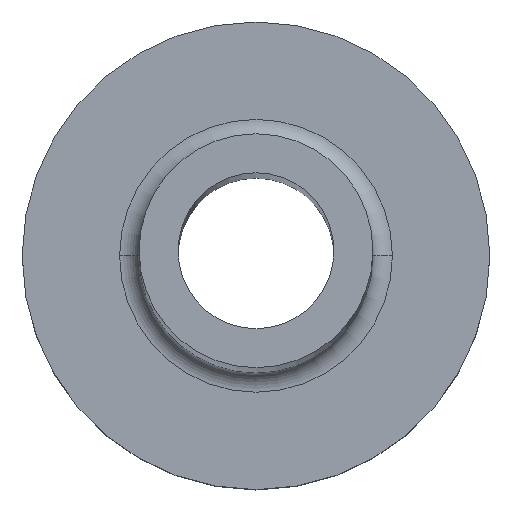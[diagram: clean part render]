
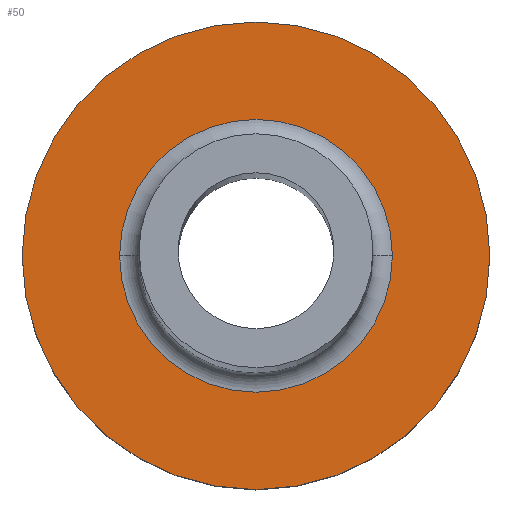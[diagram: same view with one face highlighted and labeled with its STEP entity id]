
A CAD part, top view. The second image highlights one B-rep face of the part: STEP entity #50.
In plain terms, the highlighted planar face has unit normal (0, 0, 1).
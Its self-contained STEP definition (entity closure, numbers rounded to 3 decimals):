
#25 = DIRECTION ( 'NONE',  ( 1., 0., 0. ) ) ;
#31 = ORIENTED_EDGE ( 'NONE', *, *, #47, .T. ) ;
#33 = DIRECTION ( 'NONE',  ( 1., 0., 0. ) ) ;
#39 = CARTESIAN_POINT ( 'NONE',  ( 0., 0., 5. ) ) ;
#47 = EDGE_CURVE ( 'NONE', #363, #324, #77, .T. ) ;
#50 = ADVANCED_FACE ( 'NONE', ( #245, #373 ), #371, .T. ) ;
#56 = VERTEX_POINT ( 'NONE', #106 ) ;
#62 = CARTESIAN_POINT ( 'NONE',  ( -3.5, 0., 5. ) ) ;
#67 = ORIENTED_EDGE ( 'NONE', *, *, #226, .T. ) ;
#77 = CIRCLE ( 'NONE', #88, 3.5 ) ;
#84 = AXIS2_PLACEMENT_3D ( 'NONE', #375, #225, #25 ) ;
#88 = AXIS2_PLACEMENT_3D ( 'NONE', #39, #332, #128 ) ;
#89 = CARTESIAN_POINT ( 'NONE',  ( 6., 0., 5. ) ) ;
#92 = CARTESIAN_POINT ( 'NONE',  ( 3.5, 0., 5. ) ) ;
#103 = CARTESIAN_POINT ( 'NONE',  ( 0., 0., 5. ) ) ;
#106 = CARTESIAN_POINT ( 'NONE',  ( -6., 0., 5. ) ) ;
#112 = AXIS2_PLACEMENT_3D ( 'NONE', #103, #131, #220 ) ;
#114 = DIRECTION ( 'NONE',  ( 1., 0., 0. ) ) ;
#116 = CARTESIAN_POINT ( 'NONE',  ( 0., 0., 5. ) ) ;
#123 = ORIENTED_EDGE ( 'NONE', *, *, #300, .T. ) ;
#128 = DIRECTION ( 'NONE',  ( 1., 0., 0. ) ) ;
#131 = DIRECTION ( 'NONE',  ( 0., 0., 1. ) ) ;
#146 = CIRCLE ( 'NONE', #190, 6. ) ;
#150 = EDGE_LOOP ( 'NONE', ( #67, #31 ) ) ;
#160 = CIRCLE ( 'NONE', #84, 3.5 ) ;
#167 = AXIS2_PLACEMENT_3D ( 'NONE', #356, #362, #33 ) ;
#190 = AXIS2_PLACEMENT_3D ( 'NONE', #116, #261, #114 ) ;
#193 = EDGE_LOOP ( 'NONE', ( #301, #123 ) ) ;
#220 = DIRECTION ( 'NONE',  ( 1., 0., 0. ) ) ;
#225 = DIRECTION ( 'NONE',  ( 0., 0., -1. ) ) ;
#226 = EDGE_CURVE ( 'NONE', #324, #363, #160, .T. ) ;
#245 = FACE_BOUND ( 'NONE', #150, .T. ) ;
#261 = DIRECTION ( 'NONE',  ( 0., 0., 1. ) ) ;
#267 = VERTEX_POINT ( 'NONE', #89 ) ;
#300 = EDGE_CURVE ( 'NONE', #267, #56, #330, .T. ) ;
#301 = ORIENTED_EDGE ( 'NONE', *, *, #368, .T. ) ;
#324 = VERTEX_POINT ( 'NONE', #92 ) ;
#330 = CIRCLE ( 'NONE', #167, 6. ) ;
#332 = DIRECTION ( 'NONE',  ( 0., 0., -1. ) ) ;
#356 = CARTESIAN_POINT ( 'NONE',  ( 0., 0., 5. ) ) ;
#362 = DIRECTION ( 'NONE',  ( 0., 0., 1. ) ) ;
#363 = VERTEX_POINT ( 'NONE', #62 ) ;
#368 = EDGE_CURVE ( 'NONE', #56, #267, #146, .T. ) ;
#371 = PLANE ( 'NONE',  #112 ) ;
#373 = FACE_OUTER_BOUND ( 'NONE', #193, .T. ) ;
#375 = CARTESIAN_POINT ( 'NONE',  ( 0., 0., 5. ) ) ;
